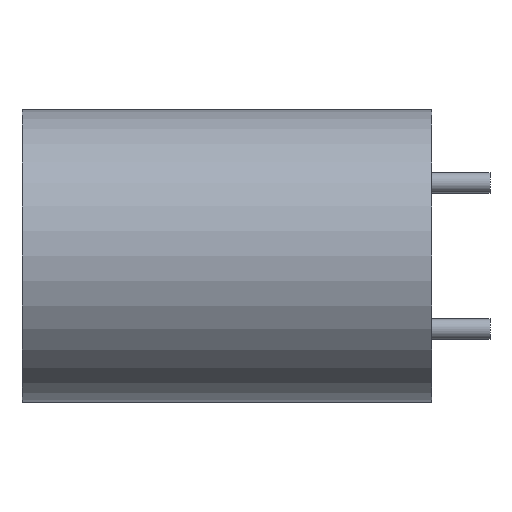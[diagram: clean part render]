
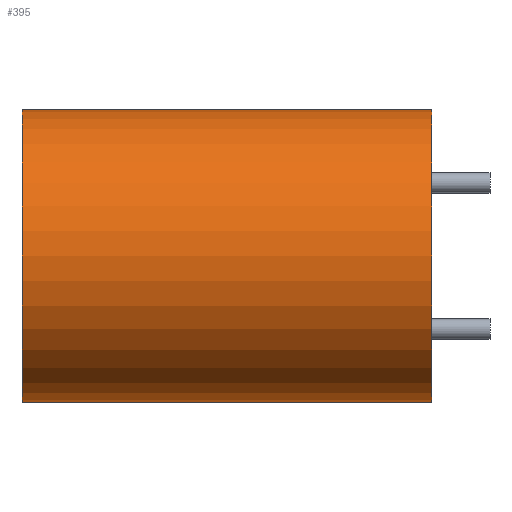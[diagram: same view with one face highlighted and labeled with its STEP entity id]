
A CAD part, left-side view. The second image highlights one B-rep face of the part: STEP entity #395.
In plain terms, the highlighted cylindrical face has radius 5 mm (diameter 10 mm), a full revolution.
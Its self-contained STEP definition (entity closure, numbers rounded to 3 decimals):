
#41=LINE('',#629,#74);
#74=VECTOR('',#518,5.);
#107=CYLINDRICAL_SURFACE('',#453,5.);
#118=FACE_OUTER_BOUND('',#145,.T.);
#145=EDGE_LOOP('',(#281,#282,#283,#284));
#166=CIRCLE('',#448,5.);
#168=CIRCLE('',#451,5.);
#184=VERTEX_POINT('',#619);
#186=VERTEX_POINT('',#624);
#220=EDGE_CURVE('',#184,#184,#166,.T.);
#222=EDGE_CURVE('',#186,#186,#168,.T.);
#224=EDGE_CURVE('',#186,#184,#41,.T.);
#281=ORIENTED_EDGE('',*,*,#222,.F.);
#282=ORIENTED_EDGE('',*,*,#224,.T.);
#283=ORIENTED_EDGE('',*,*,#220,.T.);
#284=ORIENTED_EDGE('',*,*,#224,.F.);
#395=ADVANCED_FACE('',(#118),#107,.T.);
#448=AXIS2_PLACEMENT_3D('',#620,#506,#507);
#451=AXIS2_PLACEMENT_3D('',#625,#512,#513);
#453=AXIS2_PLACEMENT_3D('',#628,#516,#517);
#506=DIRECTION('center_axis',(0.,1.,0.));
#507=DIRECTION('ref_axis',(-1.,0.,0.));
#512=DIRECTION('center_axis',(0.,1.,0.));
#513=DIRECTION('ref_axis',(-1.,0.,0.));
#516=DIRECTION('center_axis',(0.,1.,0.));
#517=DIRECTION('ref_axis',(-1.,0.,0.));
#518=DIRECTION('',(0.,-1.,0.));
#619=CARTESIAN_POINT('',(5.,0.,0.));
#620=CARTESIAN_POINT('Origin',(0.,0.,0.));
#624=CARTESIAN_POINT('',(5.,14.,0.));
#625=CARTESIAN_POINT('Origin',(0.,14.,0.));
#628=CARTESIAN_POINT('Origin',(0.,0.,0.));
#629=CARTESIAN_POINT('',(5.,0.,0.));
